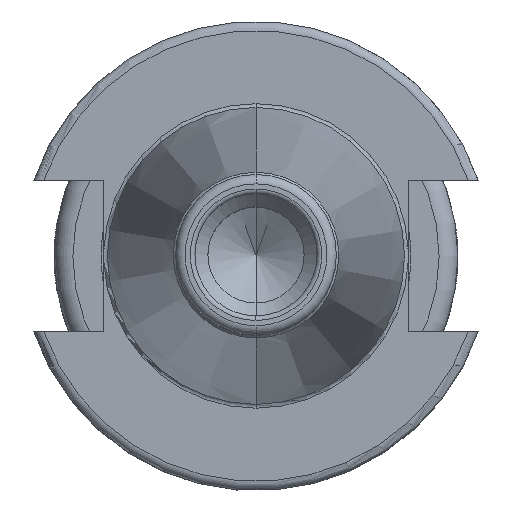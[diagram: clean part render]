
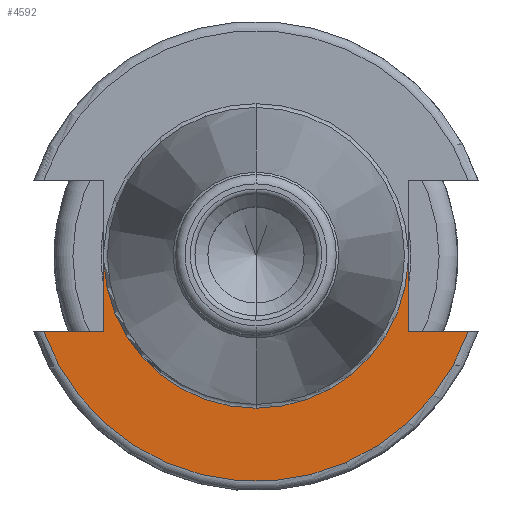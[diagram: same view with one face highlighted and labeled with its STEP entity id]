
A CAD part, top view. The second image highlights one B-rep face of the part: STEP entity #4592.
In plain terms, the highlighted planar face has unit normal (0, 0, 1).
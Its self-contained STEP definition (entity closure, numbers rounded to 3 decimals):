
#351=CARTESIAN_POINT('',(0,0,8));
#352=DIRECTION('',(0,0,-1));
#353=DIRECTION('',(0.999,-0.045,0));
#354=AXIS2_PLACEMENT_3D('',#351,#352,#353);
#1666=DIRECTION('',(1,0,0));
#1667=VECTOR('',#1666,6.41);
#1668=CARTESIAN_POINT('',(-22.61,-8.05,8));
#1669=LINE('',#1668,#1667);
#1670=DIRECTION('',(0,1,0));
#1671=VECTOR('',#1670,7.315);
#1672=CARTESIAN_POINT('',(-16.2,-8.05,8));
#1673=LINE('',#1672,#1671);
#1674=DIRECTION('',(0,-1,0));
#1675=VECTOR('',#1674,7.315);
#1676=CARTESIAN_POINT('',(16.2,-0.735,8));
#1677=LINE('',#1676,#1675);
#1678=DIRECTION('',(-1,0,0));
#1679=VECTOR('',#1678,6.41);
#1680=CARTESIAN_POINT('',(22.61,-8.05,8));
#1681=LINE('',#1680,#1679);
#1719=CARTESIAN_POINT('',(0,0,8));
#1720=DIRECTION('',(0,0,1));
#1721=DIRECTION('',(-0.999,-0.045,0));
#1722=AXIS2_PLACEMENT_3D('',#1719,#1720,#1721);
#1829=CARTESIAN_POINT('',(0,0,8));
#1830=DIRECTION('',(0,0,1));
#1831=DIRECTION('',(-0.942,-0.335,0));
#1832=AXIS2_PLACEMENT_3D('',#1829,#1830,#1831);
#2223=CARTESIAN_POINT('',(0,-16.217,8));
#2225=VERTEX_POINT('',#2223);
#2277=CARTESIAN_POINT('',(-22.61,-8.05,8));
#2278=CARTESIAN_POINT('',(-16.2,-8.05,8));
#2279=VERTEX_POINT('',#2277);
#2280=VERTEX_POINT('',#2278);
#2281=CARTESIAN_POINT('',(-16.2,-0.735,8));
#2282=VERTEX_POINT('',#2281);
#2293=CARTESIAN_POINT('',(16.2,-0.735,8));
#2294=CARTESIAN_POINT('',(16.2,-8.05,8));
#2295=VERTEX_POINT('',#2293);
#2296=VERTEX_POINT('',#2294);
#2297=CARTESIAN_POINT('',(22.61,-8.05,8));
#2298=VERTEX_POINT('',#2297);
#4575=CARTESIAN_POINT('',(0,0,8));
#4576=DIRECTION('',(0,0,-1));
#4577=DIRECTION('',(0,-1,0));
#4578=AXIS2_PLACEMENT_3D('',#4575,#4576,#4577);
#4579=PLANE('',#4578);
#4580=ORIENTED_EDGE('',*,*,#4564,.T.);
#4581=ORIENTED_EDGE('',*,*,#4551,.T.);
#4583=ORIENTED_EDGE('',*,*,#4582,.T.);
#4584=ORIENTED_EDGE('',*,*,#3136,.F.);
#4585=ORIENTED_EDGE('',*,*,#3167,.T.);
#4587=ORIENTED_EDGE('',*,*,#4586,.F.);
#4589=ORIENTED_EDGE('',*,*,#4588,.F.);
#4590=EDGE_LOOP('',(#4580,#4581,#4583,#4584,#4585,#4587,#4589));
#4591=FACE_OUTER_BOUND('',#4590,.F.);
#4592=ADVANCED_FACE('',(#4591),#4579,.F.);
#355=CIRCLE('',#354,16.217);
#1723=CIRCLE('',#1722,16.217);
#1833=CIRCLE('',#1832,24);
#3136=EDGE_CURVE('',#2295,#2225,#355,.T.);
#3167=EDGE_CURVE('',#2295,#2296,#1677,.T.);
#4551=EDGE_CURVE('',#2280,#2282,#1673,.T.);
#4564=EDGE_CURVE('',#2279,#2280,#1669,.T.);
#4582=EDGE_CURVE('',#2282,#2225,#1723,.T.);
#4586=EDGE_CURVE('',#2298,#2296,#1681,.T.);
#4588=EDGE_CURVE('',#2279,#2298,#1833,.T.);
